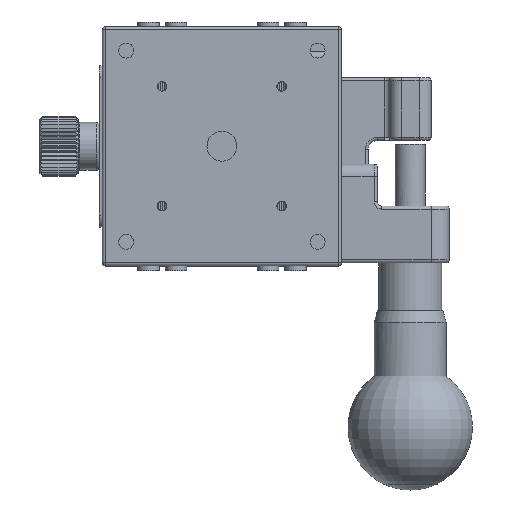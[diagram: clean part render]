
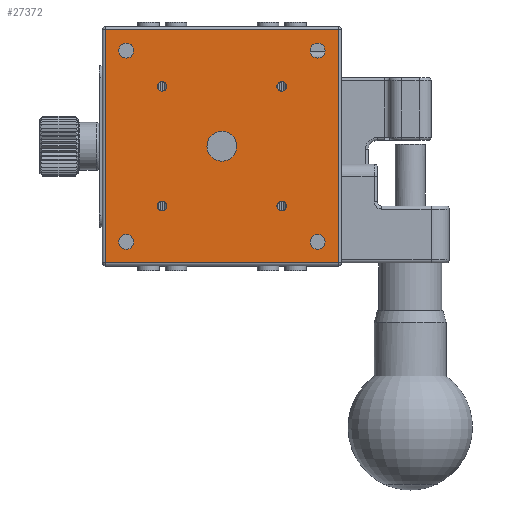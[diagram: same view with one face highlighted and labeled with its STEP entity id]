
A CAD part, top view. The second image highlights one B-rep face of the part: STEP entity #27372.
In plain terms, the highlighted planar face has unit normal (0, 0, 1).
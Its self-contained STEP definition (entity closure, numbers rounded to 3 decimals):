
#96 = CIRCLE ( 'NONE', #24067, 0.8 ) ;
#344 = DIRECTION ( 'NONE',  ( -1., 0., 0. ) ) ;
#1097 = CARTESIAN_POINT ( 'NONE',  ( -14.75, 16., 20. ) ) ;
#1433 = DIRECTION ( 'NONE',  ( 0., 0., 1. ) ) ;
#1539 = FACE_BOUND ( 'NONE', #3318, .T. ) ;
#2142 = CIRCLE ( 'NONE', #37418, 0.8 ) ;
#2181 = VERTEX_POINT ( 'NONE', #20082 ) ;
#2485 = FACE_BOUND ( 'NONE', #21464, .T. ) ;
#2517 = EDGE_CURVE ( 'NONE', #27515, #7650, #30894, .T. ) ;
#2677 = VERTEX_POINT ( 'NONE', #9567 ) ;
#2770 = DIRECTION ( 'NONE',  ( 1., 0., 0. ) ) ;
#2952 = FACE_OUTER_BOUND ( 'NONE', #9578, .T. ) ;
#3318 = EDGE_LOOP ( 'NONE', ( #33004 ) ) ;
#3513 = CARTESIAN_POINT ( 'NONE',  ( -14.75, -16., 20. ) ) ;
#3545 = DIRECTION ( 'NONE',  ( 0., 0., -1. ) ) ;
#4114 = CARTESIAN_POINT ( 'NONE',  ( -10., 10., 20. ) ) ;
#4608 = EDGE_CURVE ( 'NONE', #2677, #2677, #24957, .T. ) ;
#5744 = CIRCLE ( 'NONE', #20826, 1.25 ) ;
#6009 = LINE ( 'NONE', #18682, #21285 ) ;
#6115 = VERTEX_POINT ( 'NONE', #3513 ) ;
#6256 = ORIENTED_EDGE ( 'NONE', *, *, #10191, .F. ) ;
#6805 = AXIS2_PLACEMENT_3D ( 'NONE', #12553, #15629, #30553 ) ;
#6892 = CARTESIAN_POINT ( 'NONE',  ( 17.25, -16., 20. ) ) ;
#7038 = ORIENTED_EDGE ( 'NONE', *, *, #21398, .F. ) ;
#7103 = ORIENTED_EDGE ( 'NONE', *, *, #32549, .F. ) ;
#7455 = ORIENTED_EDGE ( 'NONE', *, *, #2517, .T. ) ;
#7650 = VERTEX_POINT ( 'NONE', #37849 ) ;
#8430 = DIRECTION ( 'NONE',  ( 0., 0., 1. ) ) ;
#9430 = VECTOR ( 'NONE', #33112, 1000. ) ;
#9567 = CARTESIAN_POINT ( 'NONE',  ( -9.2, -10., 20. ) ) ;
#9578 = EDGE_LOOP ( 'NONE', ( #22420, #30639, #33712, #7455 ) ) ;
#9791 = CIRCLE ( 'NONE', #30588, 0.8 ) ;
#10026 = DIRECTION ( 'NONE',  ( 1., 0., 0. ) ) ;
#10191 = EDGE_CURVE ( 'NONE', #19925, #19925, #28723, .T. ) ;
#10680 = FACE_BOUND ( 'NONE', #25811, .T. ) ;
#10846 = EDGE_CURVE ( 'NONE', #6115, #6115, #31466, .T. ) ;
#11424 = DIRECTION ( 'NONE',  ( 1., 0., 0. ) ) ;
#11523 = VERTEX_POINT ( 'NONE', #15877 ) ;
#12553 = CARTESIAN_POINT ( 'NONE',  ( -16., -16., 20. ) ) ;
#12618 = VERTEX_POINT ( 'NONE', #22087 ) ;
#12657 = CARTESIAN_POINT ( 'NONE',  ( 0., 0., 20. ) ) ;
#12771 = EDGE_LOOP ( 'NONE', ( #28694 ) ) ;
#12785 = PLANE ( 'NONE',  #23486 ) ;
#12942 = DIRECTION ( 'NONE',  ( 0., 0., 1. ) ) ;
#13242 = EDGE_LOOP ( 'NONE', ( #7038 ) ) ;
#13582 = DIRECTION ( 'NONE',  ( 1., 0., 0. ) ) ;
#13801 = EDGE_CURVE ( 'NONE', #35198, #35198, #96, .T. ) ;
#13858 = EDGE_LOOP ( 'NONE', ( #6256 ) ) ;
#14454 = EDGE_LOOP ( 'NONE', ( #31655 ) ) ;
#14630 = CARTESIAN_POINT ( 'NONE',  ( 16., 16., 20. ) ) ;
#14823 = DIRECTION ( 'NONE',  ( 1., 0., 0. ) ) ;
#15123 = VERTEX_POINT ( 'NONE', #19552 ) ;
#15426 = CARTESIAN_POINT ( 'NONE',  ( 10.8, 10., 20. ) ) ;
#15629 = DIRECTION ( 'NONE',  ( 0., 0., 1. ) ) ;
#15877 = CARTESIAN_POINT ( 'NONE',  ( 19.5, 19.5, 20. ) ) ;
#15881 = EDGE_CURVE ( 'NONE', #12618, #11523, #31895, .T. ) ;
#16110 = VECTOR ( 'NONE', #29166, 1000. ) ;
#16586 = EDGE_LOOP ( 'NONE', ( #7103 ) ) ;
#16651 = ORIENTED_EDGE ( 'NONE', *, *, #10846, .F. ) ;
#16844 = FACE_BOUND ( 'NONE', #14454, .T. ) ;
#17787 = EDGE_CURVE ( 'NONE', #7650, #12618, #21937, .T. ) ;
#17877 = CARTESIAN_POINT ( 'NONE',  ( 0., -19.5, 20. ) ) ;
#17884 = CARTESIAN_POINT ( 'NONE',  ( -19.5, 0., 20. ) ) ;
#17991 = VERTEX_POINT ( 'NONE', #19028 ) ;
#18050 = VECTOR ( 'NONE', #14823, 1000. ) ;
#18263 = FACE_BOUND ( 'NONE', #13858, .T. ) ;
#18670 = CARTESIAN_POINT ( 'NONE',  ( -16., 16., 20. ) ) ;
#18682 = CARTESIAN_POINT ( 'NONE',  ( 0., 19.5, 20. ) ) ;
#19028 = CARTESIAN_POINT ( 'NONE',  ( 2.5, 0., 20. ) ) ;
#19238 = FACE_BOUND ( 'NONE', #16586, .T. ) ;
#19552 = CARTESIAN_POINT ( 'NONE',  ( -9.2, 10., 20. ) ) ;
#19587 = DIRECTION ( 'NONE',  ( 0., 0., 1. ) ) ;
#19925 = VERTEX_POINT ( 'NONE', #27990 ) ;
#20082 = CARTESIAN_POINT ( 'NONE',  ( 10.8, -10., 20. ) ) ;
#20826 = AXIS2_PLACEMENT_3D ( 'NONE', #18670, #37122, #30811 ) ;
#21285 = VECTOR ( 'NONE', #34021, 1000. ) ;
#21398 = EDGE_CURVE ( 'NONE', #34693, #34693, #5744, .T. ) ;
#21464 = EDGE_LOOP ( 'NONE', ( #37175 ) ) ;
#21937 = LINE ( 'NONE', #17877, #18050 ) ;
#22022 = DIRECTION ( 'NONE',  ( 1., 0., 0. ) ) ;
#22087 = CARTESIAN_POINT ( 'NONE',  ( 19.5, -19.5, 20. ) ) ;
#22420 = ORIENTED_EDGE ( 'NONE', *, *, #17787, .T. ) ;
#22717 = CARTESIAN_POINT ( 'NONE',  ( 10., 10., 20. ) ) ;
#22722 = CIRCLE ( 'NONE', #38286, 1.25 ) ;
#23212 = CIRCLE ( 'NONE', #35458, 2.5 ) ;
#23486 = AXIS2_PLACEMENT_3D ( 'NONE', #12657, #3545, #344 ) ;
#24067 = AXIS2_PLACEMENT_3D ( 'NONE', #22717, #1433, #29109 ) ;
#24150 = CARTESIAN_POINT ( 'NONE',  ( 16., -16., 20. ) ) ;
#24957 = CIRCLE ( 'NONE', #29356, 0.8 ) ;
#25035 = FACE_BOUND ( 'NONE', #34875, .T. ) ;
#25811 = EDGE_LOOP ( 'NONE', ( #16651 ) ) ;
#26667 = DIRECTION ( 'NONE',  ( 0., 0., 1. ) ) ;
#26917 = FACE_BOUND ( 'NONE', #13242, .T. ) ;
#27372 = ADVANCED_FACE ( 'NONE', ( #27379, #19238, #2485, #2952, #1539, #18263, #26917, #10680, #25035, #16844 ), #12785, .F. ) ;
#27379 = FACE_BOUND ( 'NONE', #12771, .T. ) ;
#27515 = VERTEX_POINT ( 'NONE', #34507 ) ;
#27561 = VERTEX_POINT ( 'NONE', #6892 ) ;
#27990 = CARTESIAN_POINT ( 'NONE',  ( 17.25, 16., 20. ) ) ;
#28179 = CARTESIAN_POINT ( 'NONE',  ( -10., -10., 20. ) ) ;
#28694 = ORIENTED_EDGE ( 'NONE', *, *, #36063, .F. ) ;
#28723 = CIRCLE ( 'NONE', #37231, 1.25 ) ;
#29109 = DIRECTION ( 'NONE',  ( 1., 0., 0. ) ) ;
#29131 = CARTESIAN_POINT ( 'NONE',  ( 0., 0., 20. ) ) ;
#29166 = DIRECTION ( 'NONE',  ( 0., 1., 0. ) ) ;
#29356 = AXIS2_PLACEMENT_3D ( 'NONE', #28179, #12942, #10026 ) ;
#30553 = DIRECTION ( 'NONE',  ( 1., 0., 0. ) ) ;
#30588 = AXIS2_PLACEMENT_3D ( 'NONE', #4114, #31090, #22022 ) ;
#30639 = ORIENTED_EDGE ( 'NONE', *, *, #15881, .T. ) ;
#30811 = DIRECTION ( 'NONE',  ( 1., 0., 0. ) ) ;
#30894 = LINE ( 'NONE', #17884, #9430 ) ;
#31090 = DIRECTION ( 'NONE',  ( 0., 0., 1. ) ) ;
#31186 = ORIENTED_EDGE ( 'NONE', *, *, #32260, .F. ) ;
#31466 = CIRCLE ( 'NONE', #6805, 1.25 ) ;
#31655 = ORIENTED_EDGE ( 'NONE', *, *, #13801, .F. ) ;
#31895 = LINE ( 'NONE', #35568, #16110 ) ;
#32260 = EDGE_CURVE ( 'NONE', #17991, #17991, #23212, .T. ) ;
#32421 = EDGE_CURVE ( 'NONE', #11523, #27515, #6009, .T. ) ;
#32549 = EDGE_CURVE ( 'NONE', #15123, #15123, #9791, .T. ) ;
#32899 = EDGE_CURVE ( 'NONE', #27561, #27561, #22722, .T. ) ;
#33004 = ORIENTED_EDGE ( 'NONE', *, *, #32899, .F. ) ;
#33112 = DIRECTION ( 'NONE',  ( 0., -1., 0. ) ) ;
#33317 = DIRECTION ( 'NONE',  ( 0., 0., 1. ) ) ;
#33712 = ORIENTED_EDGE ( 'NONE', *, *, #32421, .T. ) ;
#34021 = DIRECTION ( 'NONE',  ( -1., 0., 0. ) ) ;
#34507 = CARTESIAN_POINT ( 'NONE',  ( -19.5, 19.5, 20. ) ) ;
#34693 = VERTEX_POINT ( 'NONE', #1097 ) ;
#34875 = EDGE_LOOP ( 'NONE', ( #31186 ) ) ;
#35198 = VERTEX_POINT ( 'NONE', #15426 ) ;
#35458 = AXIS2_PLACEMENT_3D ( 'NONE', #29131, #8430, #2770 ) ;
#35568 = CARTESIAN_POINT ( 'NONE',  ( 19.5, 0., 20. ) ) ;
#36063 = EDGE_CURVE ( 'NONE', #2181, #2181, #2142, .T. ) ;
#36287 = DIRECTION ( 'NONE',  ( 1., 0., 0. ) ) ;
#37122 = DIRECTION ( 'NONE',  ( 0., 0., 1. ) ) ;
#37175 = ORIENTED_EDGE ( 'NONE', *, *, #4608, .F. ) ;
#37231 = AXIS2_PLACEMENT_3D ( 'NONE', #14630, #26667, #11424 ) ;
#37418 = AXIS2_PLACEMENT_3D ( 'NONE', #37648, #19587, #13582 ) ;
#37648 = CARTESIAN_POINT ( 'NONE',  ( 10., -10., 20. ) ) ;
#37849 = CARTESIAN_POINT ( 'NONE',  ( -19.5, -19.5, 20. ) ) ;
#38286 = AXIS2_PLACEMENT_3D ( 'NONE', #24150, #33317, #36287 ) ;
